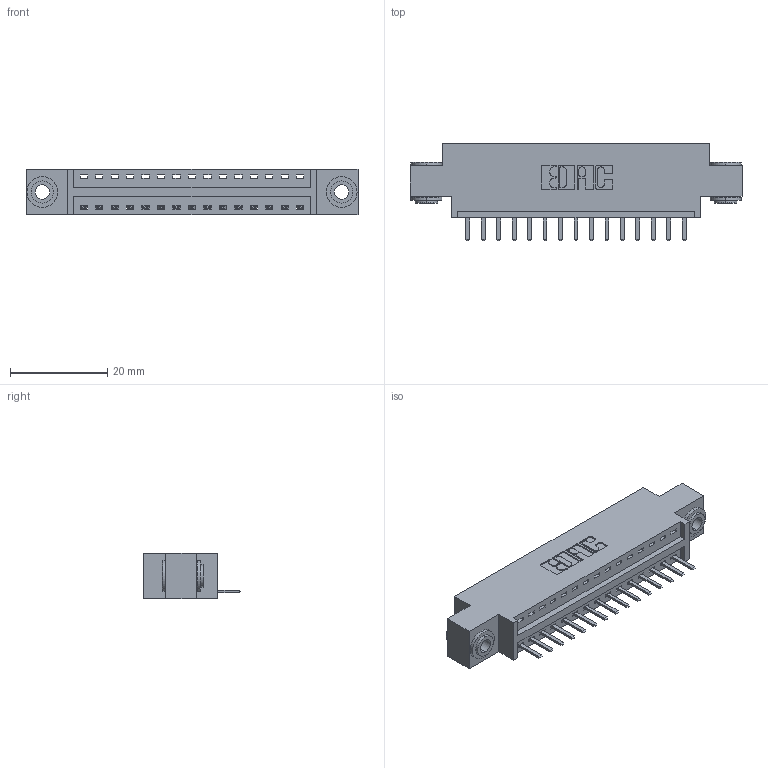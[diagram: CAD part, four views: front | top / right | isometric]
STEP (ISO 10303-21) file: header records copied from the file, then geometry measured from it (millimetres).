
FILE_DESCRIPTION (( 'STEP AP203' ), '1' );
FILE_NAME ('396-015-520-603.STEP', '2019-10-26T17:12:17', ( '' ), ( '' ), 'SwSTEP 2.0', 'SolidWorks 2016', '' );
FILE_SCHEMA (( 'CONFIG_CONTROL_DESIGN' ));
Length unit declared in the file: inch
Products named in the file (4): 346 Part_0.170 Offset - 0.156 Dia-TH; 345-292-001_345-293-120; 345-250-002_345-250-002-102; 396-015-520-603
Assembly tree (18 placements, depth 2):
  396-015-520-603
    346 Part_0.170 Offset - 0.156 Dia-TH
    345-292-001_345-293-120  x15
    345-250-002_345-250-002-102  x2
Bounding box: 68.2 x 20.02 x 9.4 mm (x, y, z)
Volume: 6163.8 mm3; surface area: 7648 mm2
Topology: 18 solids, 18 shells, 1094 faces, 3177 edges, 2074 vertices
Faces by surface type: plane 720, cylinder 366, cone 8
Entity records: 13840 total; most frequent: CARTESIAN_POINT 2372, ORIENTED_EDGE 2302, DIRECTION 2143, EDGE_CURVE 1151, LINE 931, VECTOR 931, VERTEX_POINT 762, AXIS2_PLACEMENT_3D 606
